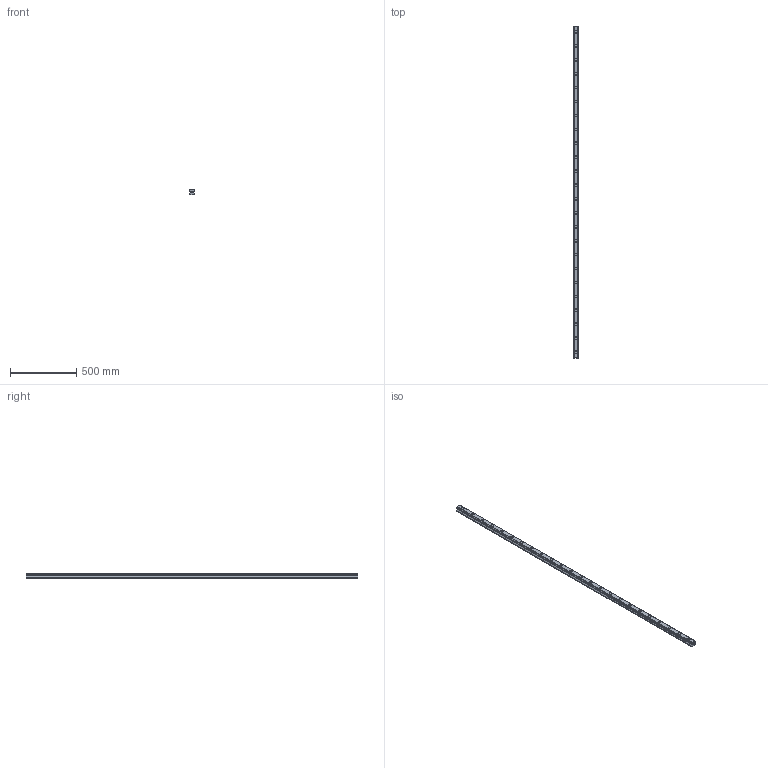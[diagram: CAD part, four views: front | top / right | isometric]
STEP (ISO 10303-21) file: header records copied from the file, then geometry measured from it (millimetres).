
FILE_DESCRIPTION(('STEP AP214'),'1');
FILE_NAME('cctmp_65A29EF7-0800-4803-BE24-B96D0559101B_2020_11_3_10_57_59_122..stp','2020-11-03T09:57:59',('HIWIN GmbH'),('CADClick - www.CADClick.com'),'Spatial InterOp 3D',' ','unknown authorization');
FILE_SCHEMA(('AUTOMOTIVE_DESIGN'));
Length unit declared in the file: millimetre
Products named in the file (1): HGR45R2505C_FILE
Bounding box: 45 x 2505 x 38 mm (x, y, z)
Volume: 3368561.7 mm3; surface area: 486596.3 mm2
Topology: 1 solids, 1 shells, 313 faces, 705 edges, 470 vertices
Faces by surface type: plane 165, cylinder 148
Entity records: 11363 total; most frequent: DIRECTION 1629, CARTESIAN_POINT 1489, ORIENTED_EDGE 1410, EDGE_CURVE 705, AXIS2_PLACEMENT_3D 610, VERTEX_POINT 470, LINE 409, VECTOR 409
